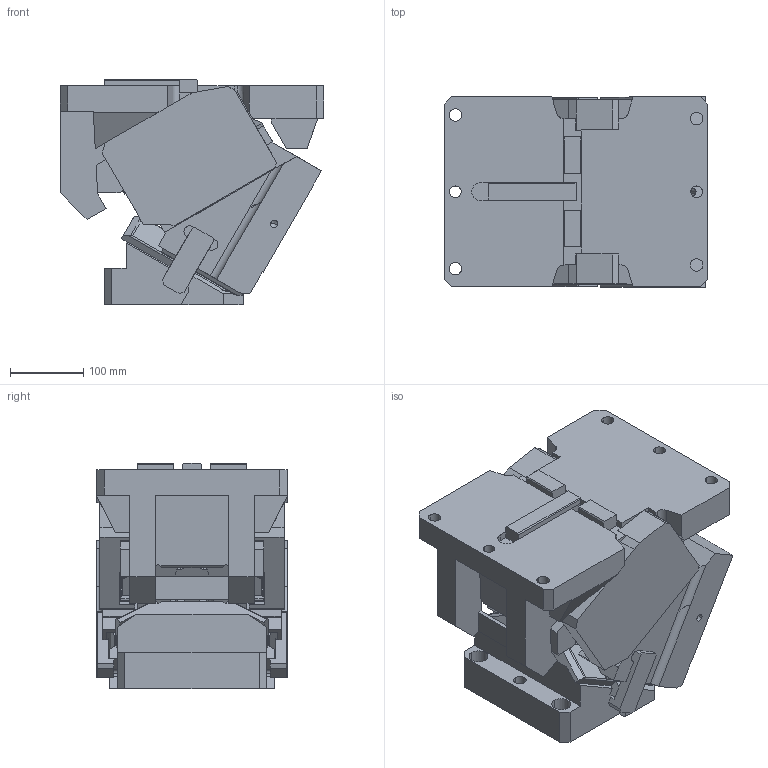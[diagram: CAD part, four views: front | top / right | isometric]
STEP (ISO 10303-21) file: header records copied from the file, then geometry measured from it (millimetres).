
FILE_DESCRIPTION(('CATIA V5 STEP Exchange'),'2;1');
FILE_NAME('CACV_F_260_30.stp','2015-04-27T06:56:47+00:00',('none'),('none'),'CATIA Version 5 Release 19 SP 2 (IN-10)','CATIA V5 STEP AP203','none');
FILE_SCHEMA(('CONFIG_CONTROL_DESIGN'));
Length unit declared in the file: millimetre
Products named in the file (1): CACV_F_260_30
Bounding box: 360 x 260 x 309 mm (x, y, z)
Volume: 17300135.8 mm3; surface area: 954763.2 mm2
Topology: 3 solids, 5 shells, 628 faces, 1880 edges, 1258 vertices
Faces by surface type: plane 456, cylinder 166, cone 6
Entity records: 21538 total; most frequent: CARTESIAN_POINT 5327, ORIENTED_EDGE 3748, DIRECTION 2722, EDGE_CURVE 1874, VECTOR 1509, LINE 1509, VERTEX_POINT 1258, AXIS2_PLACEMENT_3D 700
